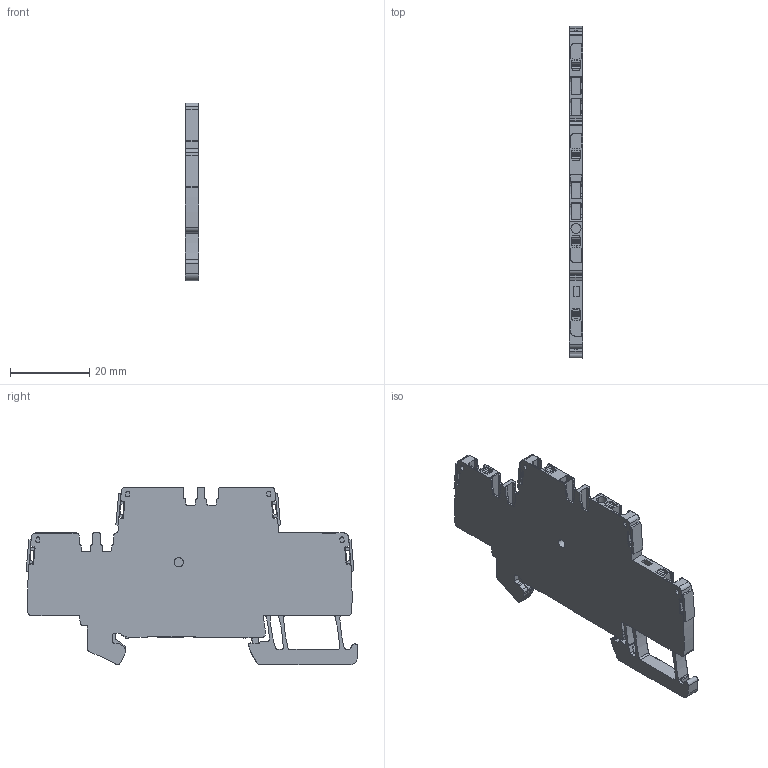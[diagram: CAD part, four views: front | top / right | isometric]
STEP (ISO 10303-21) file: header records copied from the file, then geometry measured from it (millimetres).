
FILE_DESCRIPTION(('CATIA V5R22 STEP214','CAx-IF Rec.Pracs.--- Model Styling and Organization---1.4--- 2014-01-23'),'2;1');
FILE_NAME ('1135642-2_1', '2019-07-05T12:03:36+00:00', ('Weidmueller Interface'), ('Weidmueller'), 'CATIA Version 5-6 Release 2016 SP3 HF44', 'CATIA V5 STEP AP214', 'none');
FILE_SCHEMA(('AUTOMOTIVE_DESIGN { 1 0 10303 214 1 1 1 1 }'));
Length unit declared in the file: millimetre
Products named in the file (1): 2675100000_A2T_1-5_PE_DL
Bounding box: 3.5 x 83.89 x 44.95 mm (x, y, z)
Volume: 8011.4 mm3; surface area: 14371.6 mm2
Topology: 11 solids, 11 shells, 1546 faces, 4469 edges, 2942 vertices
Faces by surface type: plane 761, cylinder 705, extrusion 40, torus 24, sphere 16
Entity records: 48489 total; most frequent: CARTESIAN_POINT 10398, ORIENTED_EDGE 8906, DIRECTION 6088, EDGE_CURVE 4453, VERTEX_POINT 2942, VECTOR 2923, LINE 2883, AXIS2_PLACEMENT_3D 2245
